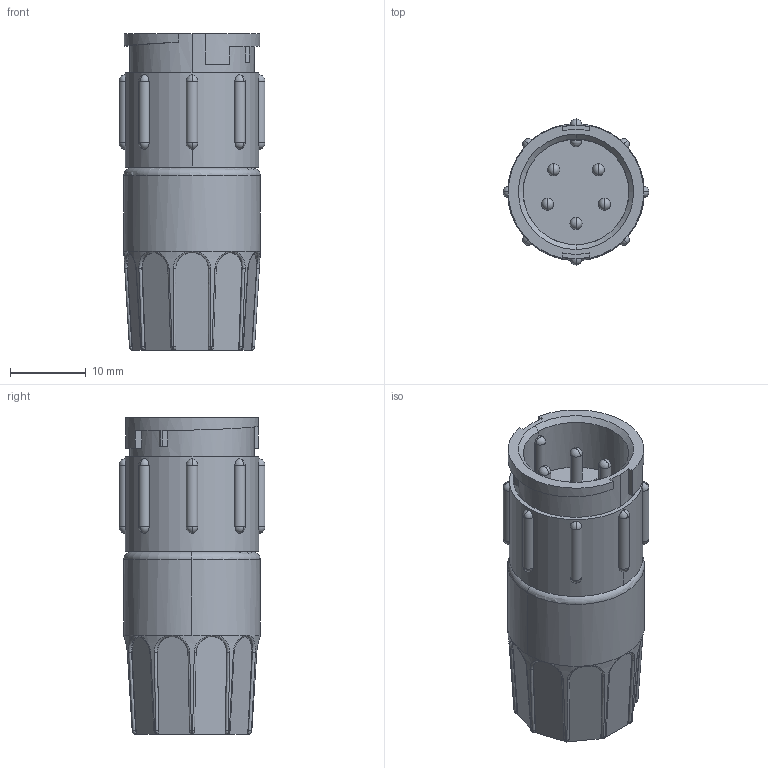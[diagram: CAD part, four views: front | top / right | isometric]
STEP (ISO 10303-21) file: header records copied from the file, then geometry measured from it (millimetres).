
FILE_DESCRIPTION (( 'STEP AP203' ), '1' );
FILE_NAME ('5382-5PG-3DC.STEP', '2016-04-19T20:18:56', ( '' ), ( '' ), 'SwSTEP 2.0', 'SolidWorks 2014', '' );
FILE_SCHEMA (( 'CONFIG_CONTROL_DESIGN' ));
Length unit declared in the file: inch
Products named in the file (1): 5382-5PG-3DC
Bounding box: 19.3 x 19.3 x 41.91 mm (x, y, z)
Volume: 8298 mm3; surface area: 3725.6 mm2
Topology: 1 solids, 1 shells, 231 faces, 652 edges, 396 vertices
Faces by surface type: bspline 58, cylinder 51, plane 51, torus 47, cone 13, sphere 11
Entity records: 10059 total; most frequent: CARTESIAN_POINT 4723, ORIENTED_EDGE 1216, DIRECTION 968, EDGE_CURVE 608, AXIS2_PLACEMENT_3D 416, VERTEX_POINT 395, EDGE_LOOP 247, CIRCLE 242
